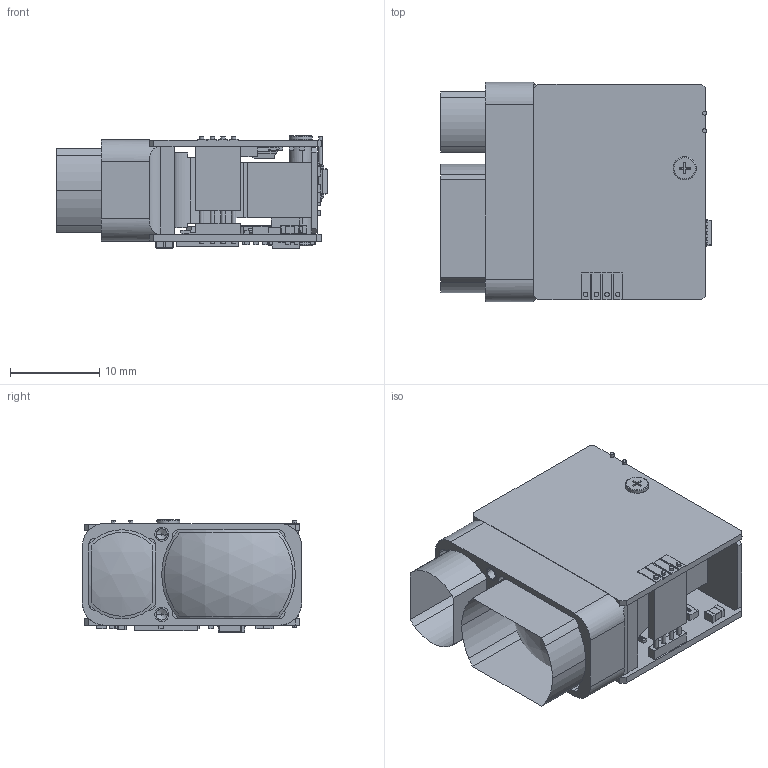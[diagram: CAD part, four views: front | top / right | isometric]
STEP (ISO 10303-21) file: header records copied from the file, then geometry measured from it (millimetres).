
FILE_DESCRIPTION((''),'2;1');
FILE_NAME('SR1200_2000_ASM','2023-01-04T11:50:50',('TL'),(''),'CREO PARAMETRIC BY PTC INC, 2019224','CREO PARAMETRIC BY PTC INC, 2019224','');
FILE_SCHEMA(('CONFIG_CONTROL_DESIGN'));
Length unit declared in the file: millimetre
Products named in the file (1): SR1200_2000_ASM
Bounding box: 30.37 x 24.6 x 12.63 mm (x, y, z)
Volume: 4476.8 mm3; surface area: 5759.4 mm2
Topology: 1 solids, 15 shells, 4958 faces, 13517 edges, 8804 vertices
Faces by surface type: plane 3197, extrusion 1102, cylinder 493, sphere 110, cone 28, torus 16, bspline 12
Entity records: 215677 total; most frequent: CARTESIAN_POINT 94408, ORIENTED_EDGE 26746, DIRECTION 20900, EDGE_CURVE 13401, VECTOR 10950, LINE 9848, VERTEX_POINT 8804, EDGE_LOOP 5507
